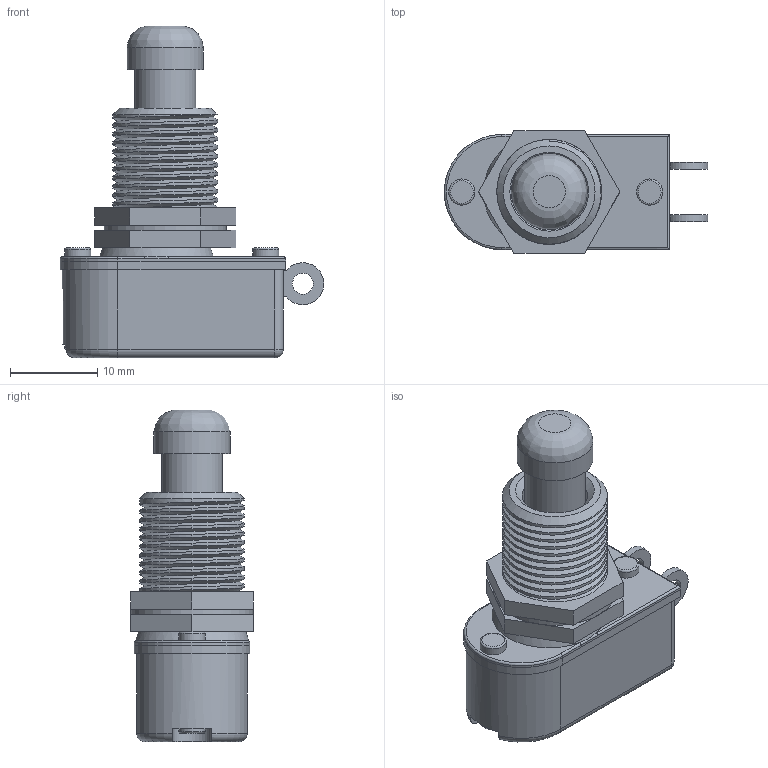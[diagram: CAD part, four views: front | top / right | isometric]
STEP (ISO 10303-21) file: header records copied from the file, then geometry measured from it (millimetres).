
FILE_DESCRIPTION(('FreeCAD Model'),'2;1');
FILE_NAME('R13-85A1-05-HWH.step','2019-06-24T14:35:56',('Author'),(''), 'Open CASCADE STEP processor 7.3','FreeCAD','Unknown');
FILE_SCHEMA(('AUTOMOTIVE_DESIGN { 1 0 10303 214 1 1 1 1 }'));
Length unit declared in the file: millimetre
Products named in the file (4): R13-85A1-05-HWH_Nut2; R13-85A1-05-HWH; R13-85A1-05-HWH_Washer; R13-85A1-05-HWH_Nut1
Bounding box: 30.16 x 14 x 38 mm (x, y, z)
Volume: 5972.7 mm3; surface area: 3910.6 mm2
Topology: 4 solids, 4 shells, 156 faces, 367 edges, 229 vertices
Faces by surface type: plane 58, cylinder 49, bspline 34, torus 9, cone 3, sphere 2, revolution 1
Full cylindrical faces by diameter (mm): 2 x2, 2.4 x2, 3 x4, 7 x1, 7.5 x1, 8.7 x1, 12 x17, 14 x1
Entity records: 10328 total; most frequent: CARTESIAN_POINT 6019, ORIENTED_EDGE 730, DIRECTION 574, EDGE_CURVE 365, VERTEX_POINT 229, AXIS2_PLACEMENT_3D 213, FACE_BOUND 178, EDGE_LOOP 178
